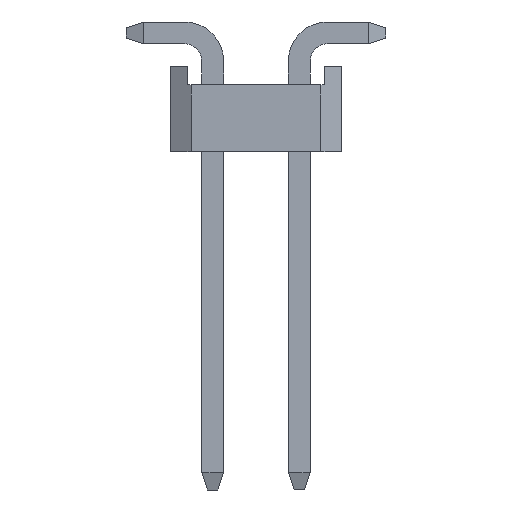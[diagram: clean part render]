
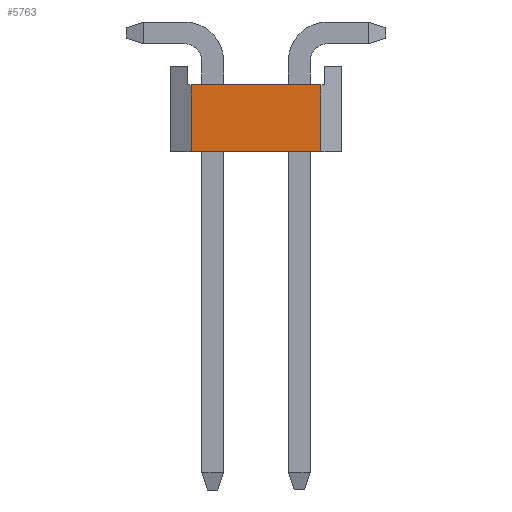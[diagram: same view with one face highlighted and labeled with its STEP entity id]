
A CAD part, front view. The second image highlights one B-rep face of the part: STEP entity #5763.
In plain terms, the highlighted planar face has unit normal (0, -1, 0).
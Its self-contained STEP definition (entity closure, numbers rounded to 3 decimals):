
#417=FACE_OUTER_BOUND('',#763,.T.);
#763=EDGE_LOOP('',(#5117,#5118,#5119,#5120));
#1370=LINE('',#8911,#2122);
#1389=LINE('',#8949,#2141);
#1504=LINE('',#9198,#2256);
#1516=LINE('',#9221,#2268);
#2122=VECTOR('',#7322,3.8);
#2141=VECTOR('',#7343,3.8);
#2256=VECTOR('',#7584,1.96);
#2268=VECTOR('',#7610,1.96);
#2664=VERTEX_POINT('',#8908);
#2665=VERTEX_POINT('',#8910);
#2682=VERTEX_POINT('',#8946);
#2683=VERTEX_POINT('',#8948);
#3394=EDGE_CURVE('',#2664,#2665,#1370,.T.);
#3413=EDGE_CURVE('',#2682,#2683,#1389,.T.);
#3536=EDGE_CURVE('',#2682,#2665,#1504,.T.);
#3548=EDGE_CURVE('',#2683,#2664,#1516,.T.);
#5117=ORIENTED_EDGE('',*,*,#3394,.F.);
#5118=ORIENTED_EDGE('',*,*,#3548,.F.);
#5119=ORIENTED_EDGE('',*,*,#3413,.F.);
#5120=ORIENTED_EDGE('',*,*,#3536,.T.);
#5437=PLANE('',#6131);
#5763=ADVANCED_FACE('',(#417),#5437,.F.);
#6131=AXIS2_PLACEMENT_3D('',#9222,#7611,#7612);
#7322=DIRECTION('',(1.,0.,0.));
#7343=DIRECTION('',(-1.,0.,0.));
#7584=DIRECTION('',(0.,0.,1.));
#7610=DIRECTION('',(0.,0.,1.));
#7611=DIRECTION('center_axis',(0.,1.,0.));
#7612=DIRECTION('ref_axis',(-1.,0.,0.));
#8908=CARTESIAN_POINT('',(-29.06,11.344,6.469));
#8910=CARTESIAN_POINT('',(-25.26,11.344,6.469));
#8911=CARTESIAN_POINT('',(-27.21,11.344,6.469));
#8946=CARTESIAN_POINT('',(-25.26,11.344,4.509));
#8948=CARTESIAN_POINT('',(-29.06,11.344,4.509));
#8949=CARTESIAN_POINT('',(-25.26,11.344,4.509));
#9198=CARTESIAN_POINT('',(-25.26,11.344,4.509));
#9221=CARTESIAN_POINT('',(-29.06,11.344,4.509));
#9222=CARTESIAN_POINT('Origin',(-25.26,11.344,4.509));
